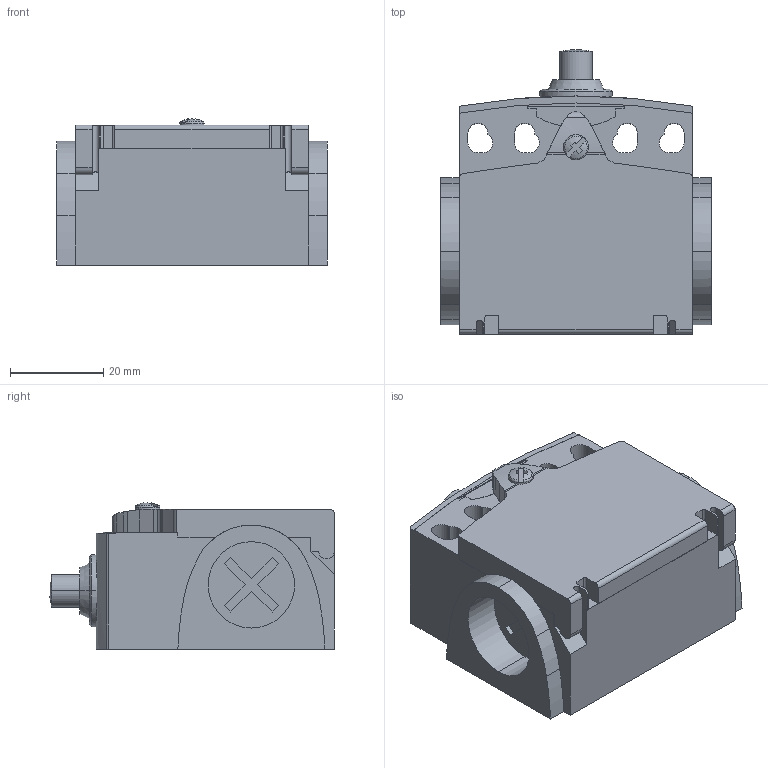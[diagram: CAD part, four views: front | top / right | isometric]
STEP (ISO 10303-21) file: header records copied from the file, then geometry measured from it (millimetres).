
FILE_DESCRIPTION(('STEP AP242'),'1');
FILE_NAME('switch_xckt2110g11.stp','2021-03-13T11:29:02',('TraceParts'),('TraceParts S.A.'),'Spatial InterOp 3D',' ',' ');
FILE_SCHEMA(('AP242_MANAGED_MODEL_BASED_3D_ENGINEERING_MIM_LF {1 0 10303 442 1 1 4}'));
Length unit declared in the file: millimetre
Products named in the file (1): switch_xckt2110g11_1
Bounding box: 58 x 60.94 x 31.34 mm (x, y, z)
Volume: 70690.9 mm3; surface area: 15166 mm2
Topology: 2 solids, 2 shells, 210 faces, 595 edges, 390 vertices
Faces by surface type: plane 114, cylinder 81, sphere 7, cone 6, torus 2
Entity records: 7172 total; most frequent: CARTESIAN_POINT 1571, DIRECTION 1188, ORIENTED_EDGE 1174, EDGE_CURVE 587, AXIS2_PLACEMENT_3D 410, VERTEX_POINT 390, LINE 368, VECTOR 368
